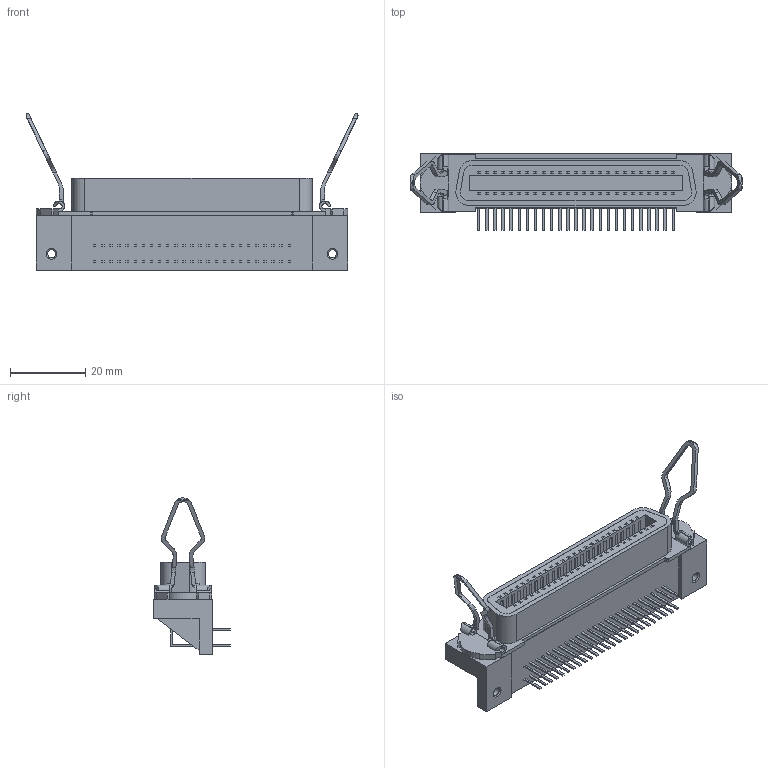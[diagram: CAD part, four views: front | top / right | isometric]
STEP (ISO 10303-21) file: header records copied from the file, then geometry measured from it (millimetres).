
FILE_DESCRIPTION (( 'STEP AP203' ), '1' );
FILE_NAME ('14267.STEP', '2016-10-06T07:39:40', ( '' ), ( '' ), 'SwSTEP 2.0', 'SolidWorks 2016', '' );
FILE_SCHEMA (( 'CONFIG_CONTROL_DESIGN' ));
Length unit declared in the file: millimetre
Products named in the file (1): 14267
Bounding box: 88.43 x 20.27 x 41.61 mm (x, y, z)
Volume: 14350.6 mm3; surface area: 10942.1 mm2
Topology: 1 solids, 1 shells, 1391 faces, 3858 edges, 2568 vertices
Faces by surface type: plane 1293, cylinder 90, bspline 8
Entity records: 43943 total; most frequent: CARTESIAN_POINT 8214, ORIENTED_EDGE 7716, DIRECTION 6628, EDGE_CURVE 3858, LINE 3648, VECTOR 3648, VERTEX_POINT 2568, EDGE_LOOP 1598
